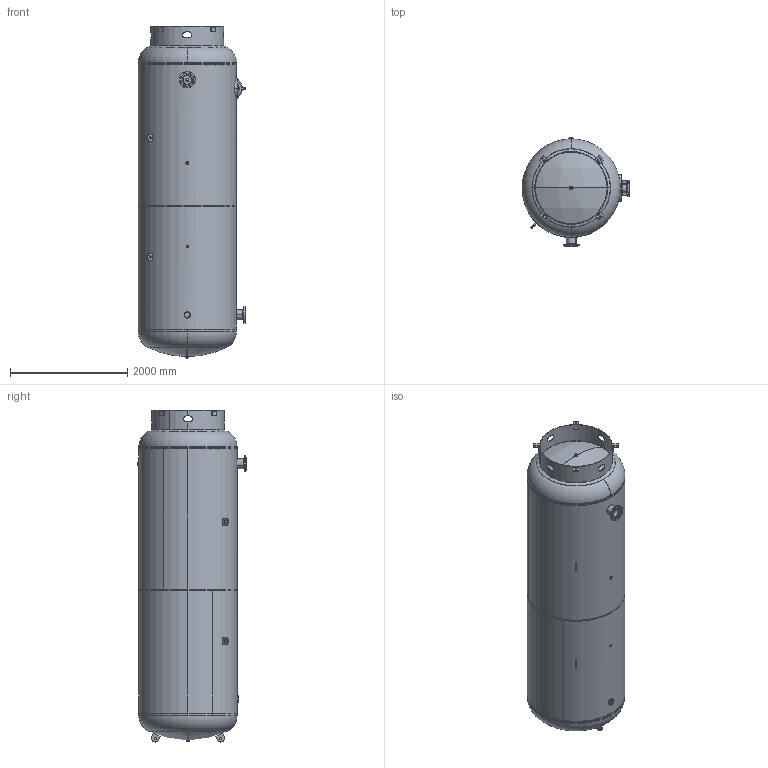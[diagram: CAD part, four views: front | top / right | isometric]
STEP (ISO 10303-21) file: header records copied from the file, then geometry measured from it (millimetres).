
FILE_DESCRIPTION (( 'STEP AP214' ), '1' );
FILE_NAME ('302454.STEP', '2025-06-26T22:08:08', ( '' ), ( '' ), 'SwSTEP 2.0', 'SolidWorks 2022', '' );
FILE_SCHEMA (( 'AUTOMOTIVE_DESIGN' ));
Length unit declared in the file: inch
Products named in the file (1): 302454
Bounding box: 1838.23 x 1844.37 x 5666.48 mm (x, y, z)
Surface area: 63151394.7 mm2 (no closed solid volume)
Topology: 0 solids, 43 shells, 353 faces, 1075 edges, 751 vertices
Faces by surface type: cylinder 151, plane 128, torus 42, bspline 20, sphere 8, cone 4
Entity records: 24795 total; most frequent: CARTESIAN_POINT 10623, DIRECTION 2049, ORIENTED_EDGE 1782, EDGE_CURVE 1075, AXIS2_PLACEMENT_3D 806, VERTEX_POINT 751, CIRCLE 472, LINE 437
